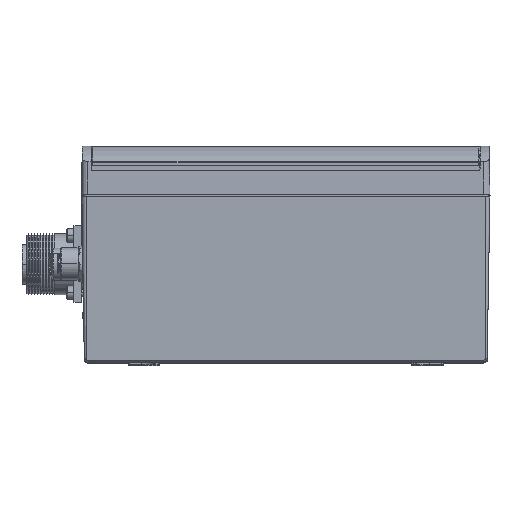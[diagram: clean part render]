
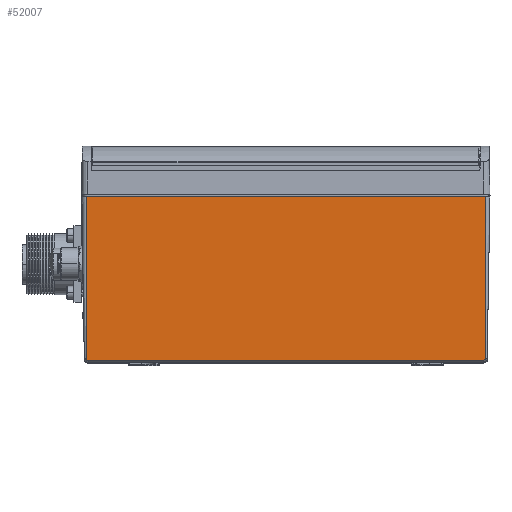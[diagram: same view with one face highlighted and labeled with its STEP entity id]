
A CAD part, top view. The second image highlights one B-rep face of the part: STEP entity #52007.
In plain terms, the highlighted face is planar.
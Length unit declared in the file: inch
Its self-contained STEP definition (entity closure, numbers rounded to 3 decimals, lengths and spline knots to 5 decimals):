
#2099 = AXIS2_PLACEMENT_3D ( 'NONE', #71904, #188229, #88624 ) ;
#6344 = CARTESIAN_POINT ( 'NONE',  ( 3.88954, 0.03679, -3.2383 ) ) ;
#11922 = VECTOR ( 'NONE', #65971, 39.37008 ) ;
#19627 = CARTESIAN_POINT ( 'NONE',  ( 3.8897, 0.04592, 3.25863 ) ) ;
#22989 = VECTOR ( 'NONE', #102428, 39.37008 ) ;
#28408 = B_SPLINE_CURVE_WITH_KNOTS ( 'NONE', 3,
 ( #72601, #55780, #89326, #205715, #106072, #6344 ),
 .UNSPECIFIED., .F., .F.,
 ( 4, 2, 4 ),
 ( 0., 0.00043, 0.00085 ),
 .UNSPECIFIED. ) ;
#28413 = EDGE_LOOP ( 'NONE', ( #152082, #185644, #88172, #46264, #177888, #212018 ) ) ;
#34603 = EDGE_CURVE ( 'NONE', #73184, #64612, #96270, .T. ) ;
#35746 = DIRECTION ( 'NONE',  ( 0., 0., 1. ) ) ;
#36077 = EDGE_CURVE ( 'NONE', #64612, #64481, #139463, .T. ) ;
#36342 = CARTESIAN_POINT ( 'NONE',  ( 3.88983, 0.05344, 3.26717 ) ) ;
#36849 = CARTESIAN_POINT ( 'NONE',  ( 3.93646, 2.72441, -3.26717 ) ) ;
#46264 = ORIENTED_EDGE ( 'NONE', *, *, #78548, .F. ) ;
#46579 = CARTESIAN_POINT ( 'NONE',  ( 3.93646, 2.72441, -3.26717 ) ) ;
#51398 = CARTESIAN_POINT ( 'NONE',  ( 3.93646, 2.72441, 3.26717 ) ) ;
#52007 = ADVANCED_FACE ( 'NONE', ( #183831 ), #104658, .T. ) ;
#55780 = CARTESIAN_POINT ( 'NONE',  ( 3.88976, 0.04941, -3.26319 ) ) ;
#60976 = VECTOR ( 'NONE', #35746, 39.37008 ) ;
#64481 = VERTEX_POINT ( 'NONE', #93051 ) ;
#64612 = VERTEX_POINT ( 'NONE', #113287 ) ;
#65971 = DIRECTION ( 'NONE',  ( -0.017, -1., 0. ) ) ;
#71904 = CARTESIAN_POINT ( 'NONE',  ( 3.93646, 2.72441, 3.26717 ) ) ;
#72601 = CARTESIAN_POINT ( 'NONE',  ( 3.88983, 0.05344, -3.26717 ) ) ;
#73184 = VERTEX_POINT ( 'NONE', #46579 ) ;
#78548 = EDGE_CURVE ( 'NONE', #80725, #149327, #28408, .T. ) ;
#80725 = VERTEX_POINT ( 'NONE', #144566 ) ;
#82060 = EDGE_CURVE ( 'NONE', #149327, #131647, #105321, .T. ) ;
#88172 = ORIENTED_EDGE ( 'NONE', *, *, #82060, .F. ) ;
#88624 = DIRECTION ( 'NONE',  ( 0.017, 1., 0. ) ) ;
#89326 = CARTESIAN_POINT ( 'NONE',  ( 3.88971, 0.04601, -3.25876 ) ) ;
#93051 = CARTESIAN_POINT ( 'NONE',  ( 3.88983, 0.05344, 3.26717 ) ) ;
#96270 = LINE ( 'NONE', #51398, #140513 ) ;
#102428 = DIRECTION ( 'NONE',  ( 0.017, 1., 0. ) ) ;
#102612 = CARTESIAN_POINT ( 'NONE',  ( 3.88957, 0.03823, 3.24379 ) ) ;
#104658 = PLANE ( 'NONE',  #2099 ) ;
#105321 = LINE ( 'NONE', #185598, #60976 ) ;
#106072 = CARTESIAN_POINT ( 'NONE',  ( 3.88957, 0.03823, -3.24378 ) ) ;
#113287 = CARTESIAN_POINT ( 'NONE',  ( 3.93646, 2.72441, 3.26717 ) ) ;
#119321 = CARTESIAN_POINT ( 'NONE',  ( 3.88961, 0.04036, 3.24895 ) ) ;
#124208 = EDGE_CURVE ( 'NONE', #131647, #64481, #152809, .T. ) ;
#131647 = VERTEX_POINT ( 'NONE', #183902 ) ;
#132175 = CARTESIAN_POINT ( 'NONE',  ( 3.93646, 2.72441, 3.26717 ) ) ;
#135980 = CARTESIAN_POINT ( 'NONE',  ( 3.88976, 0.0494, 3.26317 ) ) ;
#137177 = EDGE_CURVE ( 'NONE', #80725, #73184, #155787, .T. ) ;
#139463 = LINE ( 'NONE', #132175, #11922 ) ;
#140513 = VECTOR ( 'NONE', #151133, 39.37008 ) ;
#144566 = CARTESIAN_POINT ( 'NONE',  ( 3.88983, 0.05344, -3.26717 ) ) ;
#149327 = VERTEX_POINT ( 'NONE', #157839 ) ;
#151133 = DIRECTION ( 'NONE',  ( 0., 0., 1. ) ) ;
#152082 = ORIENTED_EDGE ( 'NONE', *, *, #36077, .T. ) ;
#152809 = B_SPLINE_CURVE_WITH_KNOTS ( 'NONE', 3,
 ( #202261, #102612, #119321, #19627, #135980, #36342 ),
 .UNSPECIFIED., .F., .F.,
 ( 4, 2, 4 ),
 ( 0., 0.00042, 0.00085 ),
 .UNSPECIFIED. ) ;
#155787 = LINE ( 'NONE', #36849, #22989 ) ;
#157839 = CARTESIAN_POINT ( 'NONE',  ( 3.88954, 0.03679, -3.2383 ) ) ;
#177888 = ORIENTED_EDGE ( 'NONE', *, *, #137177, .T. ) ;
#183831 = FACE_OUTER_BOUND ( 'NONE', #28413, .T. ) ;
#183902 = CARTESIAN_POINT ( 'NONE',  ( 3.88954, 0.03679, 3.2383 ) ) ;
#185598 = CARTESIAN_POINT ( 'NONE',  ( 3.88954, 0.03679, 5.11811 ) ) ;
#185644 = ORIENTED_EDGE ( 'NONE', *, *, #124208, .F. ) ;
#188229 = DIRECTION ( 'NONE',  ( 1., -0.017, 0. ) ) ;
#202261 = CARTESIAN_POINT ( 'NONE',  ( 3.88954, 0.03679, 3.2383 ) ) ;
#205715 = CARTESIAN_POINT ( 'NONE',  ( 3.88961, 0.0404, -3.24905 ) ) ;
#212018 = ORIENTED_EDGE ( 'NONE', *, *, #34603, .T. ) ;
